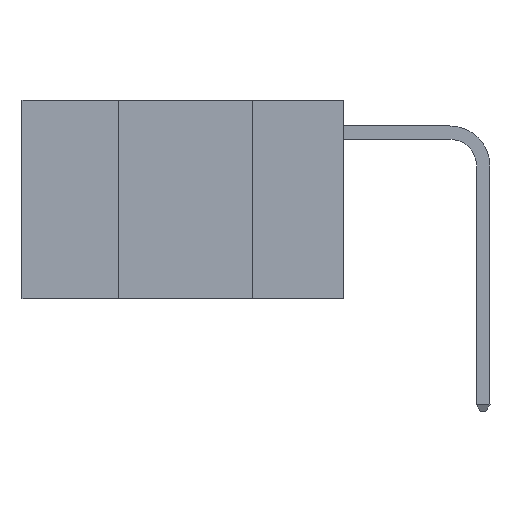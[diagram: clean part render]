
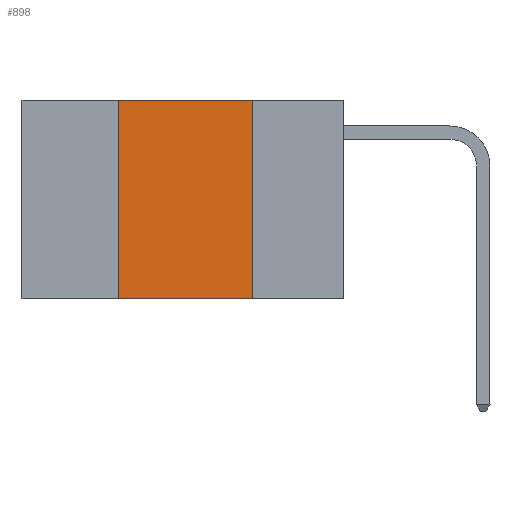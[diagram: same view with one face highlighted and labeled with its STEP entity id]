
A CAD part, left-side view. The second image highlights one B-rep face of the part: STEP entity #898.
In plain terms, the highlighted planar face has unit normal (-1, 0, 0).
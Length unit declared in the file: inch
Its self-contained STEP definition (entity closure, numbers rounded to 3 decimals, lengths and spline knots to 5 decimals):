
#28 = VERTEX_POINT ( 'NONE', #9137 ) ;
#235 = CARTESIAN_POINT ( 'NONE',  ( 0., 0.42, 0. ) ) ;
#267 = DIRECTION ( 'NONE',  ( 0., -1., 0. ) ) ;
#867 = VERTEX_POINT ( 'NONE', #4019 ) ;
#898 = ADVANCED_FACE ( 'NONE', ( #6977 ), #2459, .F. ) ;
#1478 = LINE ( 'NONE', #235, #3523 ) ;
#1936 = ORIENTED_EDGE ( 'NONE', *, *, #9449, .F. ) ;
#2459 = PLANE ( 'NONE',  #2759 ) ;
#2633 = CARTESIAN_POINT ( 'NONE',  ( 0., 0.6, 0. ) ) ;
#2759 = AXIS2_PLACEMENT_3D ( 'NONE', #2633, #9424, #9293 ) ;
#3029 = ORIENTED_EDGE ( 'NONE', *, *, #8821, .F. ) ;
#3205 = CARTESIAN_POINT ( 'NONE',  ( 0., 0.17, 0. ) ) ;
#3338 = VECTOR ( 'NONE', #6152, 39.37008 ) ;
#3523 = VECTOR ( 'NONE', #8111, 39.37008 ) ;
#3749 = VERTEX_POINT ( 'NONE', #4320 ) ;
#3965 = ORIENTED_EDGE ( 'NONE', *, *, #6256, .T. ) ;
#4019 = CARTESIAN_POINT ( 'NONE',  ( 0., 0.17, 0. ) ) ;
#4320 = CARTESIAN_POINT ( 'NONE',  ( 0., 0.42, 0. ) ) ;
#4806 = ORIENTED_EDGE ( 'NONE', *, *, #6200, .F. ) ;
#5228 = CARTESIAN_POINT ( 'NONE',  ( 0., 0.6, 0. ) ) ;
#5941 = LINE ( 'NONE', #3205, #3338 ) ;
#6152 = DIRECTION ( 'NONE',  ( 0., 0., -1. ) ) ;
#6200 = EDGE_CURVE ( 'NONE', #3749, #867, #7800, .T. ) ;
#6256 = EDGE_CURVE ( 'NONE', #9961, #28, #7061, .T. ) ;
#6977 = FACE_OUTER_BOUND ( 'NONE', #10747, .T. ) ;
#7061 = LINE ( 'NONE', #10067, #9299 ) ;
#7351 = VECTOR ( 'NONE', #9033, 39.37008 ) ;
#7800 = LINE ( 'NONE', #5228, #7351 ) ;
#8111 = DIRECTION ( 'NONE',  ( 0., 0., 1. ) ) ;
#8821 = EDGE_CURVE ( 'NONE', #9961, #3749, #1478, .T. ) ;
#9033 = DIRECTION ( 'NONE',  ( 0., -1., 0. ) ) ;
#9137 = CARTESIAN_POINT ( 'NONE',  ( 0., 0.17, -0.37 ) ) ;
#9293 = DIRECTION ( 'NONE',  ( 0., 0., -1. ) ) ;
#9299 = VECTOR ( 'NONE', #267, 39.37008 ) ;
#9424 = DIRECTION ( 'NONE',  ( 1., 0., 0. ) ) ;
#9449 = EDGE_CURVE ( 'NONE', #867, #28, #5941, .T. ) ;
#9772 = CARTESIAN_POINT ( 'NONE',  ( 0., 0.42, -0.37 ) ) ;
#9961 = VERTEX_POINT ( 'NONE', #9772 ) ;
#10067 = CARTESIAN_POINT ( 'NONE',  ( 0., 0.6, -0.37 ) ) ;
#10747 = EDGE_LOOP ( 'NONE', ( #1936, #4806, #3029, #3965 ) ) ;
